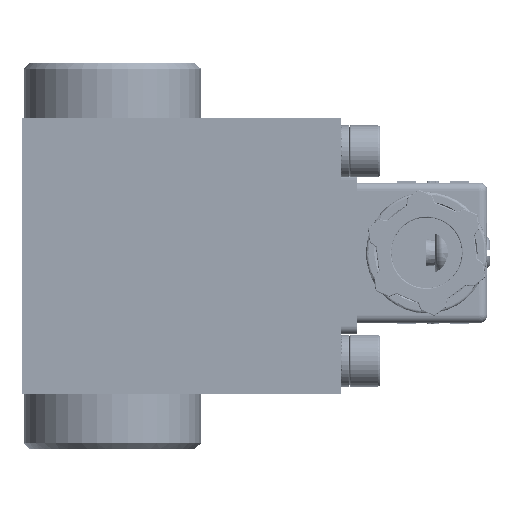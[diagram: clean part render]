
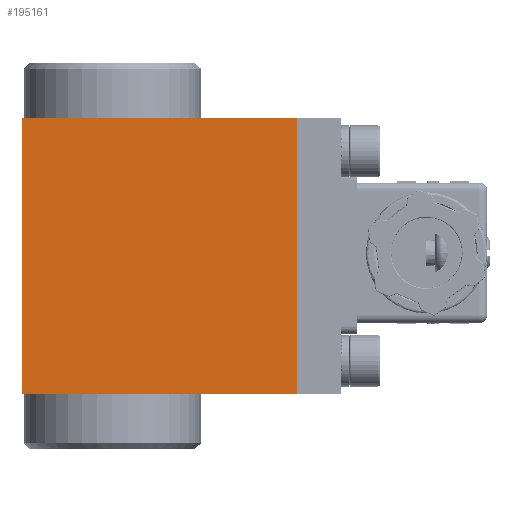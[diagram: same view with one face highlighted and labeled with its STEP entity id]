
A CAD part, front view. The second image highlights one B-rep face of the part: STEP entity #195161.
In plain terms, the highlighted planar face has unit normal (0, -1, 0).
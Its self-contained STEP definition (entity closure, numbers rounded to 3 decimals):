
#26 = DIRECTION ( 'NONE',  ( 0., 0., -1. ) ) ;
#13830 = EDGE_CURVE ( 'NONE', #77316, #81574, #198189, .T. ) ;
#19652 = ORIENTED_EDGE ( 'NONE', *, *, #108394, .T. ) ;
#21665 = FACE_OUTER_BOUND ( 'NONE', #66182, .T. ) ;
#33704 = CARTESIAN_POINT ( 'NONE',  ( -27.7, 0., -25. ) ) ;
#48813 = DIRECTION ( 'NONE',  ( -1., 0., 0. ) ) ;
#55057 = CARTESIAN_POINT ( 'NONE',  ( 22.1, 0., 25. ) ) ;
#59521 = VECTOR ( 'NONE', #232761, 1000. ) ;
#61504 = DIRECTION ( 'NONE',  ( 0., 0., -1. ) ) ;
#66182 = EDGE_LOOP ( 'NONE', ( #182771, #244360, #19652, #162832 ) ) ;
#76632 = AXIS2_PLACEMENT_3D ( 'NONE', #230994, #115535, #26 ) ;
#77316 = VERTEX_POINT ( 'NONE', #93846 ) ;
#81574 = VERTEX_POINT ( 'NONE', #33704 ) ;
#85881 = VECTOR ( 'NONE', #48813, 1000. ) ;
#93846 = CARTESIAN_POINT ( 'NONE',  ( -27.7, 0., 25. ) ) ;
#108394 = EDGE_CURVE ( 'NONE', #81574, #123947, #110701, .T. ) ;
#109851 = EDGE_CURVE ( 'NONE', #130598, #77316, #239663, .T. ) ;
#110701 = LINE ( 'NONE', #213394, #59521 ) ;
#115535 = DIRECTION ( 'NONE',  ( 0., -1., 0. ) ) ;
#116616 = EDGE_CURVE ( 'NONE', #123947, #130598, #172956, .T. ) ;
#121725 = VECTOR ( 'NONE', #189933, 1000. ) ;
#123947 = VERTEX_POINT ( 'NONE', #238542 ) ;
#130598 = VERTEX_POINT ( 'NONE', #232572 ) ;
#146877 = VECTOR ( 'NONE', #61504, 1000. ) ;
#162832 = ORIENTED_EDGE ( 'NONE', *, *, #116616, .T. ) ;
#165168 = CARTESIAN_POINT ( 'NONE',  ( -27.7, 0., 25. ) ) ;
#172956 = LINE ( 'NONE', #55057, #121725 ) ;
#176964 = CARTESIAN_POINT ( 'NONE',  ( -27.7, 0., 25. ) ) ;
#182771 = ORIENTED_EDGE ( 'NONE', *, *, #109851, .T. ) ;
#189933 = DIRECTION ( 'NONE',  ( 0., 0., 1. ) ) ;
#195161 = ADVANCED_FACE ( 'NONE', ( #21665 ), #249552, .T. ) ;
#198189 = LINE ( 'NONE', #176964, #146877 ) ;
#213394 = CARTESIAN_POINT ( 'NONE',  ( -27.7, 0., -25. ) ) ;
#230994 = CARTESIAN_POINT ( 'NONE',  ( -27.7, 0., 25. ) ) ;
#232572 = CARTESIAN_POINT ( 'NONE',  ( 22.1, 0., 25. ) ) ;
#232761 = DIRECTION ( 'NONE',  ( 1., 0., 0. ) ) ;
#238542 = CARTESIAN_POINT ( 'NONE',  ( 22.1, 0., -25. ) ) ;
#239663 = LINE ( 'NONE', #165168, #85881 ) ;
#244360 = ORIENTED_EDGE ( 'NONE', *, *, #13830, .T. ) ;
#249552 = PLANE ( 'NONE',  #76632 ) ;
